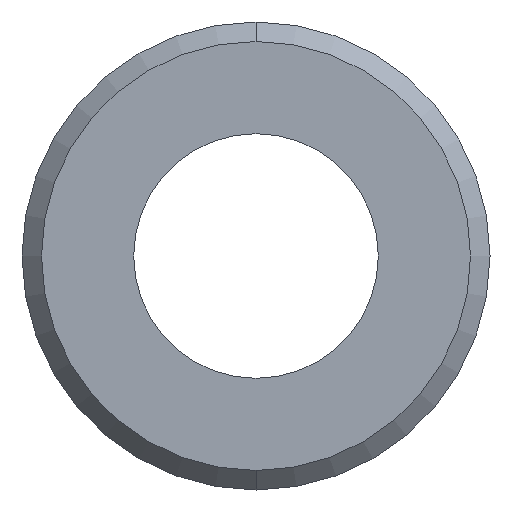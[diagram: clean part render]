
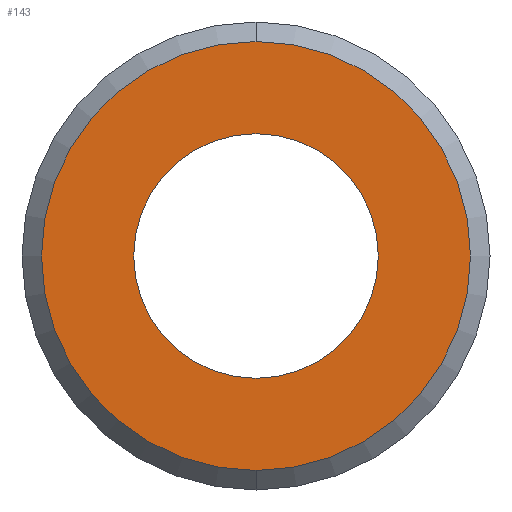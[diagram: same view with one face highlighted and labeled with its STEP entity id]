
A CAD part, front view. The second image highlights one B-rep face of the part: STEP entity #143.
In plain terms, the highlighted planar face has unit normal (0, -1, 0).
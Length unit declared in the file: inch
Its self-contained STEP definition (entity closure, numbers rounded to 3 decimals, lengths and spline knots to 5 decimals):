
#12 = CARTESIAN_POINT ( 'NONE',  ( 0., -1.4375, 0. ) ) ;
#29 = FACE_OUTER_BOUND ( 'NONE', #125, .T. ) ;
#40 = AXIS2_PLACEMENT_3D ( 'NONE', #349, #321, #106 ) ;
#41 = DIRECTION ( 'NONE',  ( 0., 1., 0. ) ) ;
#53 = CARTESIAN_POINT ( 'NONE',  ( 0., -1.4375, -0.17187 ) ) ;
#63 = AXIS2_PLACEMENT_3D ( 'NONE', #260, #340, #311 ) ;
#65 = CARTESIAN_POINT ( 'NONE',  ( 0., -1.4375, 0. ) ) ;
#68 = ORIENTED_EDGE ( 'NONE', *, *, #319, .T. ) ;
#82 = DIRECTION ( 'NONE',  ( 0., 1., 0. ) ) ;
#88 = EDGE_CURVE ( 'NONE', #300, #158, #183, .T. ) ;
#92 = PLANE ( 'NONE',  #155 ) ;
#97 = VERTEX_POINT ( 'NONE', #237 ) ;
#106 = DIRECTION ( 'NONE',  ( 0., 0., 1. ) ) ;
#111 = CARTESIAN_POINT ( 'NONE',  ( 0., -1.4375, -0.098 ) ) ;
#125 = EDGE_LOOP ( 'NONE', ( #261, #179 ) ) ;
#138 = AXIS2_PLACEMENT_3D ( 'NONE', #65, #41, #176 ) ;
#143 = ADVANCED_FACE ( 'NONE', ( #192, #29 ), #92, .F. ) ;
#153 = DIRECTION ( 'NONE',  ( 0., 0., 1. ) ) ;
#155 = AXIS2_PLACEMENT_3D ( 'NONE', #170, #82, #328 ) ;
#158 = VERTEX_POINT ( 'NONE', #53 ) ;
#166 = AXIS2_PLACEMENT_3D ( 'NONE', #12, #255, #153 ) ;
#170 = CARTESIAN_POINT ( 'NONE',  ( 0., -1.4375, 0. ) ) ;
#176 = DIRECTION ( 'NONE',  ( 0., 0., 1. ) ) ;
#179 = ORIENTED_EDGE ( 'NONE', *, *, #350, .T. ) ;
#180 = EDGE_LOOP ( 'NONE', ( #68, #232 ) ) ;
#183 = CIRCLE ( 'NONE', #40, 0.17187 ) ;
#192 = FACE_BOUND ( 'NONE', #180, .T. ) ;
#206 = CIRCLE ( 'NONE', #138, 0.098 ) ;
#232 = ORIENTED_EDGE ( 'NONE', *, *, #314, .T. ) ;
#237 = CARTESIAN_POINT ( 'NONE',  ( 0., -1.4375, 0.098 ) ) ;
#255 = DIRECTION ( 'NONE',  ( 0., 1., 0. ) ) ;
#256 = VERTEX_POINT ( 'NONE', #111 ) ;
#258 = CARTESIAN_POINT ( 'NONE',  ( 0., -1.4375, 0.17187 ) ) ;
#260 = CARTESIAN_POINT ( 'NONE',  ( 0., -1.4375, 0. ) ) ;
#261 = ORIENTED_EDGE ( 'NONE', *, *, #88, .T. ) ;
#300 = VERTEX_POINT ( 'NONE', #258 ) ;
#309 = CIRCLE ( 'NONE', #63, 0.17187 ) ;
#311 = DIRECTION ( 'NONE',  ( 0., 0., 1. ) ) ;
#314 = EDGE_CURVE ( 'NONE', #256, #97, #206, .T. ) ;
#319 = EDGE_CURVE ( 'NONE', #97, #256, #337, .T. ) ;
#321 = DIRECTION ( 'NONE',  ( 0., -1., 0. ) ) ;
#328 = DIRECTION ( 'NONE',  ( 0., 0., 1. ) ) ;
#337 = CIRCLE ( 'NONE', #166, 0.098 ) ;
#340 = DIRECTION ( 'NONE',  ( 0., -1., 0. ) ) ;
#349 = CARTESIAN_POINT ( 'NONE',  ( 0., -1.4375, 0. ) ) ;
#350 = EDGE_CURVE ( 'NONE', #158, #300, #309, .T. ) ;
